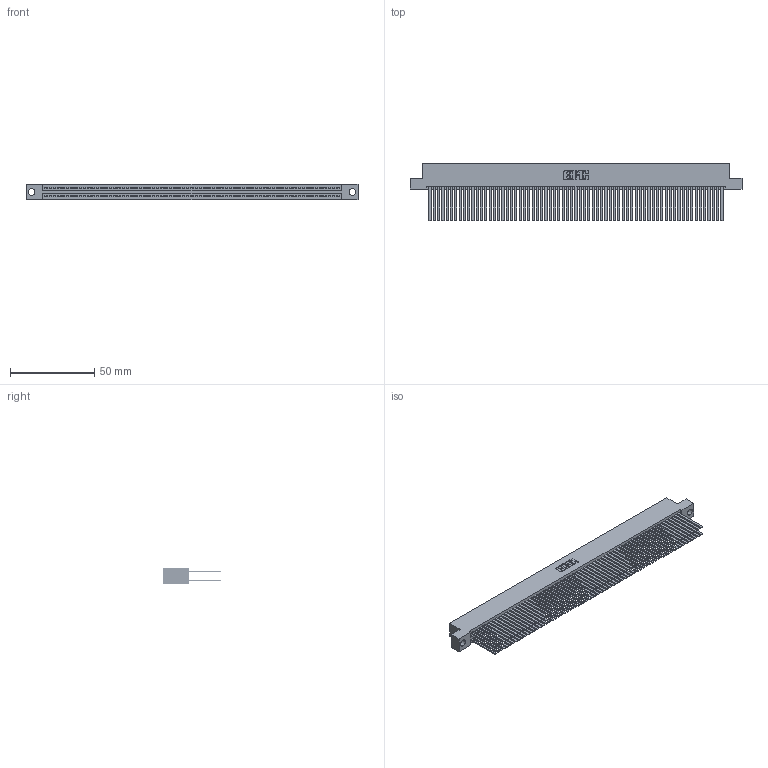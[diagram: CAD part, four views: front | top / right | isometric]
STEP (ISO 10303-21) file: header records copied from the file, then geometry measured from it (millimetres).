
FILE_DESCRIPTION (( 'STEP AP203' ), '1' );
FILE_NAME ('395-138-544-204.STEP', '2018-12-05T15:58:07', ( '' ), ( '' ), 'SwSTEP 2.0', 'SolidWorks 2016', '' );
FILE_SCHEMA (( 'CONFIG_CONTROL_DESIGN' ));
Length unit declared in the file: inch
Products named in the file (3): 345-292-001_345-293-144; 345 Part_Flush Mounting Lugs - 0.156 Dia-TH; 395-138-544-204
Assembly tree (139 placements, depth 2):
  395-138-544-204
    345 Part_Flush Mounting Lugs - 0.156 Dia-TH
    345-292-001_345-293-144  x138
Bounding box: 196.47 x 33.96 x 9.4 mm (x, y, z)
Volume: 21182.5 mm3; surface area: 37319.2 mm2
Topology: 139 solids, 139 shells, 6198 faces, 18419 edges, 12094 vertices
Faces by surface type: plane 4082, cylinder 2116
Entity records: 50323 total; most frequent: CARTESIAN_POINT 8408, ORIENTED_EDGE 8342, DIRECTION 7379, EDGE_CURVE 4171, VECTOR 3767, LINE 3767, VERTEX_POINT 2778, AXIS2_PLACEMENT_3D 1806
